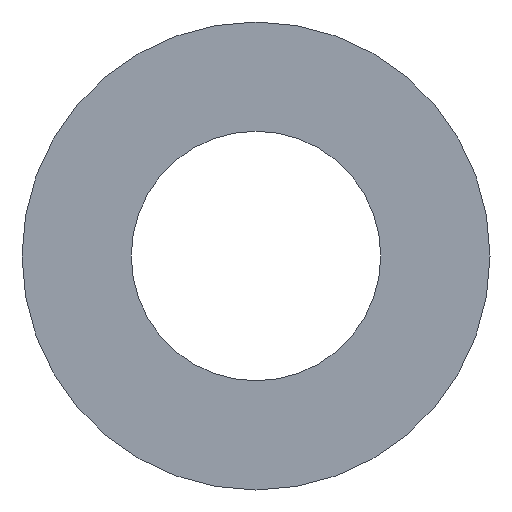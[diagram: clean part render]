
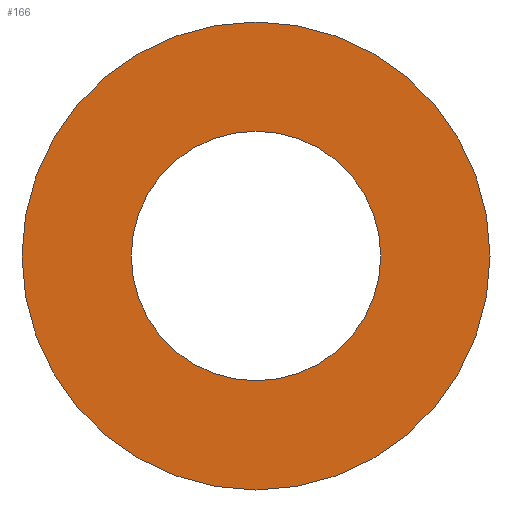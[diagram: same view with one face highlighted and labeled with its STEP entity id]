
A CAD part, left-side view. The second image highlights one B-rep face of the part: STEP entity #166.
In plain terms, the highlighted planar face has unit normal (-1, 0, 0).
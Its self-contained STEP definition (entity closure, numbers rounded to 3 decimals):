
#7 = CARTESIAN_POINT ( 'NONE',  ( -1.6, 6., 0. ) ) ;
#10 = DIRECTION ( 'NONE',  ( 1., 0., 0. ) ) ;
#25 = EDGE_LOOP ( 'NONE', ( #214, #210 ) ) ;
#31 = FACE_BOUND ( 'NONE', #167, .T. ) ;
#32 = CARTESIAN_POINT ( 'NONE',  ( -1.6, 0., 3.2 ) ) ;
#43 = ORIENTED_EDGE ( 'NONE', *, *, #198, .F. ) ;
#47 = VERTEX_POINT ( 'NONE', #206 ) ;
#50 = DIRECTION ( 'NONE',  ( -1., 0., 0. ) ) ;
#53 = VERTEX_POINT ( 'NONE', #82 ) ;
#54 = CARTESIAN_POINT ( 'NONE',  ( -1.6, 0., 0. ) ) ;
#56 = VERTEX_POINT ( 'NONE', #109 ) ;
#57 = AXIS2_PLACEMENT_3D ( 'NONE', #69, #60, #80 ) ;
#60 = DIRECTION ( 'NONE',  ( -1., 0., 0. ) ) ;
#64 = DIRECTION ( 'NONE',  ( 0., 0., 1. ) ) ;
#69 = CARTESIAN_POINT ( 'NONE',  ( -1.6, 0., 0. ) ) ;
#70 = FACE_OUTER_BOUND ( 'NONE', #25, .T. ) ;
#73 = DIRECTION ( 'NONE',  ( -1., 0., 0. ) ) ;
#77 = DIRECTION ( 'NONE',  ( 0., 0., 1. ) ) ;
#80 = DIRECTION ( 'NONE',  ( 0., 0., 1. ) ) ;
#82 = CARTESIAN_POINT ( 'NONE',  ( -1.6, 0., 6. ) ) ;
#83 = CARTESIAN_POINT ( 'NONE',  ( -1.6, 0., 0. ) ) ;
#89 = EDGE_CURVE ( 'NONE', #53, #56, #185, .T. ) ;
#106 = CIRCLE ( 'NONE', #135, 6. ) ;
#107 = AXIS2_PLACEMENT_3D ( 'NONE', #218, #124, #187 ) ;
#109 = CARTESIAN_POINT ( 'NONE',  ( -1.6, 0., -6. ) ) ;
#124 = DIRECTION ( 'NONE',  ( -1., 0., 0. ) ) ;
#125 = EDGE_CURVE ( 'NONE', #56, #53, #106, .T. ) ;
#135 = AXIS2_PLACEMENT_3D ( 'NONE', #83, #73, #64 ) ;
#162 = VERTEX_POINT ( 'NONE', #32 ) ;
#167 = EDGE_LOOP ( 'NONE', ( #43, #176 ) ) ;
#166 = ADVANCED_FACE ( 'NONE', ( #31, #70 ), #191, .F. ) ;
#176 = ORIENTED_EDGE ( 'NONE', *, *, #194, .F. ) ;
#185 = CIRCLE ( 'NONE', #107, 6. ) ;
#187 = DIRECTION ( 'NONE',  ( 0., 0., 1. ) ) ;
#191 = PLANE ( 'NONE',  #205 ) ;
#194 = EDGE_CURVE ( 'NONE', #47, #162, #239, .T. ) ;
#198 = EDGE_CURVE ( 'NONE', #162, #47, #226, .T. ) ;
#205 = AXIS2_PLACEMENT_3D ( 'NONE', #7, #10, #233 ) ;
#206 = CARTESIAN_POINT ( 'NONE',  ( -1.6, 0., -3.2 ) ) ;
#210 = ORIENTED_EDGE ( 'NONE', *, *, #125, .T. ) ;
#214 = ORIENTED_EDGE ( 'NONE', *, *, #89, .T. ) ;
#218 = CARTESIAN_POINT ( 'NONE',  ( -1.6, 0., 0. ) ) ;
#226 = CIRCLE ( 'NONE', #57, 3.2 ) ;
#233 = DIRECTION ( 'NONE',  ( 0., 0., -1. ) ) ;
#239 = CIRCLE ( 'NONE', #243, 3.2 ) ;
#243 = AXIS2_PLACEMENT_3D ( 'NONE', #54, #50, #77 ) ;
